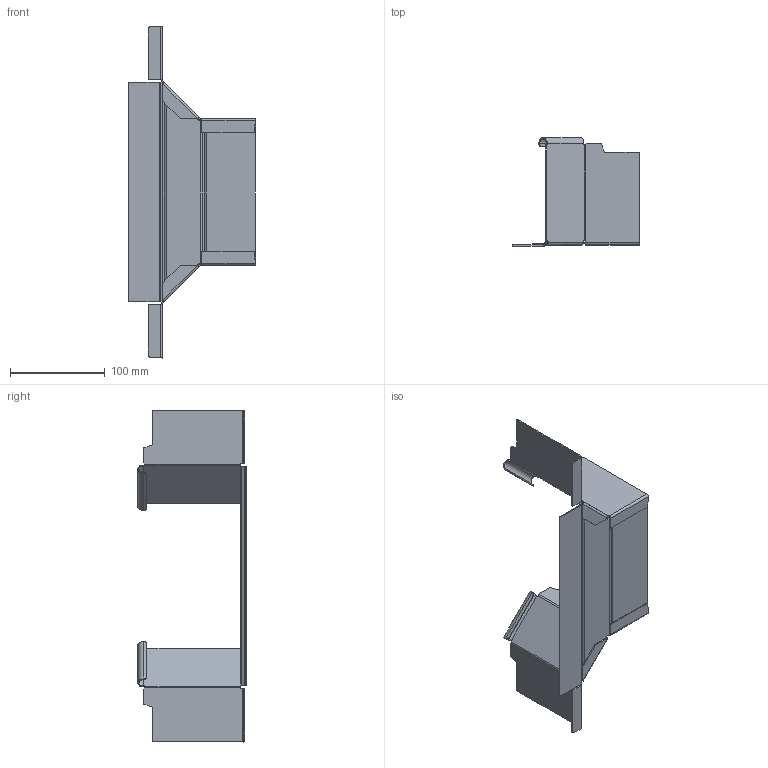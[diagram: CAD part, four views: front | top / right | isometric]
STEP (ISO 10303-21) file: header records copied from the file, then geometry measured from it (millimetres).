
FILE_DESCRIPTION((''),'2;1');
FILE_NAME('60419REF_ASM','2013-07-23T',('AndreasKeweloh'),(''),'PRO/ENGINEER BY PARAMETRIC TECHNOLOGY CORPORATION, 2012360','PRO/ENGINEER BY PARAMETRIC TECHNOLOGY CORPORATION, 2012360','');
FILE_SCHEMA(('CONFIG_CONTROL_DESIGN'));
Length unit declared in the file: millimetre
Products named in the file (3): 60419_BODEN_RAAM_REF; 60419_INNENHOLM_110; 60419REF_ASM
Assembly tree (3 placements, depth 2):
  60419REF_ASM
    60419_BODEN_RAAM_REF
    60419_INNENHOLM_110  x2
Bounding box: 133.5 x 114.45 x 350.17 mm (x, y, z)
Volume: 83755.2 mm3; surface area: 136555.9 mm2
Topology: 3 solids, 3 shells, 194 faces, 472 edges, 284 vertices
Faces by surface type: plane 110, cylinder 60, bspline 24
Entity records: 3761 total; most frequent: CARTESIAN_POINT 1039, ORIENTED_EDGE 556, DIRECTION 538, EDGE_CURVE 278, VECTOR 190, LINE 190, AXIS2_PLACEMENT_3D 174, VERTEX_POINT 168
